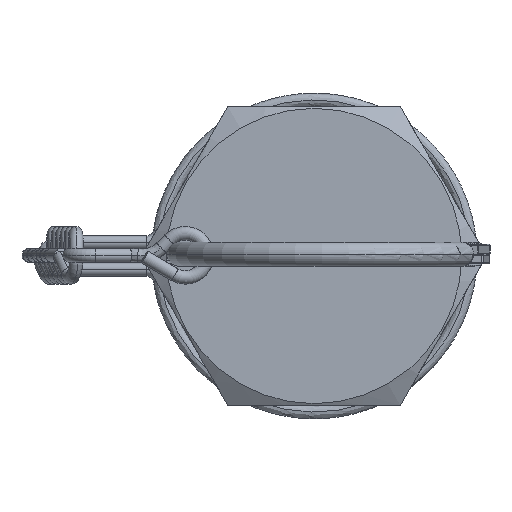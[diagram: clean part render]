
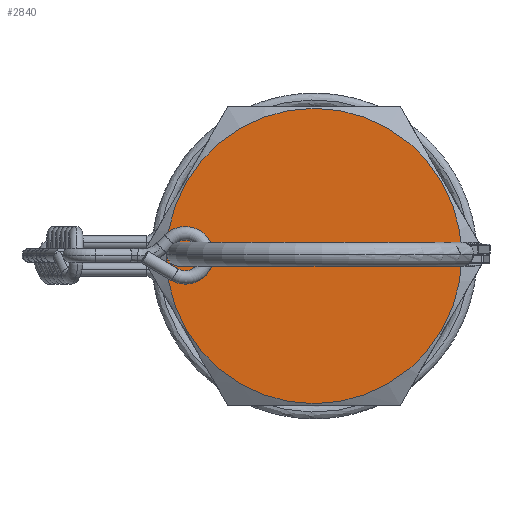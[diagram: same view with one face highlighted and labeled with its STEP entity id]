
A CAD part, left-side view. The second image highlights one B-rep face of the part: STEP entity #2840.
In plain terms, the highlighted planar face has unit normal (-1, 0, 0).
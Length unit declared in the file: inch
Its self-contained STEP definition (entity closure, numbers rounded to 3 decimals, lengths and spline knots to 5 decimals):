
#592 = EDGE_CURVE ( 'NONE', #5799, #897, #7869, .T. ) ;
#744 = EDGE_LOOP ( 'NONE', ( #6049, #7390 ) ) ;
#897 = VERTEX_POINT ( 'NONE', #1197 ) ;
#1103 = FACE_OUTER_BOUND ( 'NONE', #744, .T. ) ;
#1197 = CARTESIAN_POINT ( 'NONE',  ( -0.27, 0., -0.68 ) ) ;
#1302 = CARTESIAN_POINT ( 'NONE',  ( -0.27, 0., 0. ) ) ;
#1628 = AXIS2_PLACEMENT_3D ( 'NONE', #3626, #7847, #2414 ) ;
#2105 = DIRECTION ( 'NONE',  ( 0., 0., -1. ) ) ;
#2132 = AXIS2_PLACEMENT_3D ( 'NONE', #2718, #2658, #8680 ) ;
#2414 = DIRECTION ( 'NONE',  ( 0., 0., -1. ) ) ;
#2658 = DIRECTION ( 'NONE',  ( 1., 0., 0. ) ) ;
#2718 = CARTESIAN_POINT ( 'NONE',  ( -0.27, 0., 0. ) ) ;
#2840 = ADVANCED_FACE ( 'NONE', ( #1103 ), #6012, .F. ) ;
#2897 = CIRCLE ( 'NONE', #2132, 0.68 ) ;
#2948 = CARTESIAN_POINT ( 'NONE',  ( -0.27, 0., 0.68 ) ) ;
#3495 = EDGE_CURVE ( 'NONE', #897, #5799, #2897, .T. ) ;
#3626 = CARTESIAN_POINT ( 'NONE',  ( -0.27, 0., 0. ) ) ;
#5799 = VERTEX_POINT ( 'NONE', #2948 ) ;
#6012 = PLANE ( 'NONE',  #6378 ) ;
#6049 = ORIENTED_EDGE ( 'NONE', *, *, #3495, .F. ) ;
#6171 = DIRECTION ( 'NONE',  ( 1., 0., 0. ) ) ;
#6378 = AXIS2_PLACEMENT_3D ( 'NONE', #1302, #6171, #2105 ) ;
#7390 = ORIENTED_EDGE ( 'NONE', *, *, #592, .F. ) ;
#7847 = DIRECTION ( 'NONE',  ( 1., 0., 0. ) ) ;
#7869 = CIRCLE ( 'NONE', #1628, 0.68 ) ;
#8680 = DIRECTION ( 'NONE',  ( 0., 0., -1. ) ) ;
